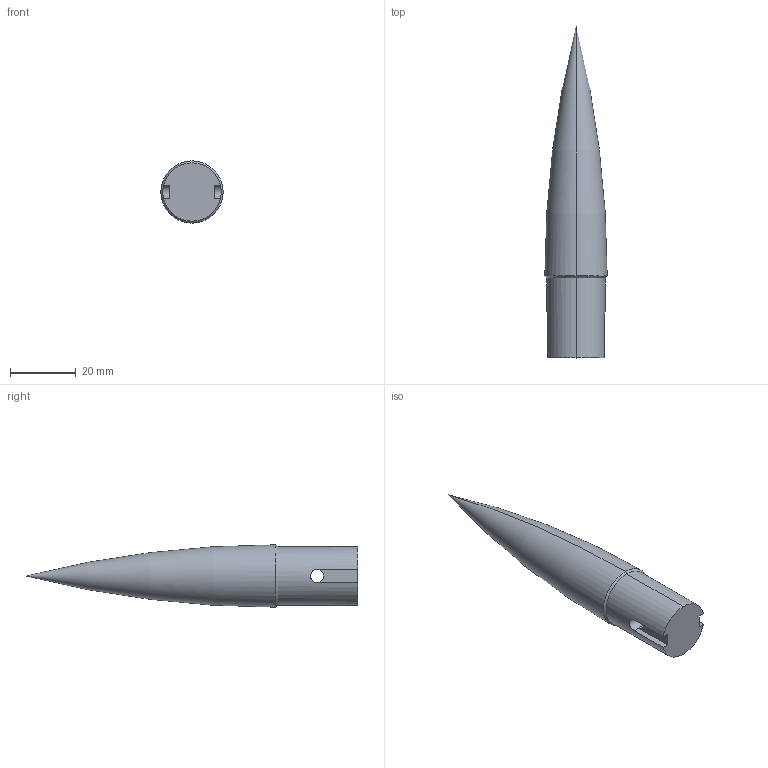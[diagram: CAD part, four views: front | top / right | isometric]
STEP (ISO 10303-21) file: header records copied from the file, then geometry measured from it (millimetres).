
FILE_DESCRIPTION (( 'STEP AP214' ), '1' );
FILE_NAME ('NOSE_OG.STEP', '2025-07-14T20:04:55', ( '' ), ( '' ), 'SwSTEP 2.0', 'SolidWorks 2024', '' );
FILE_SCHEMA (( 'AUTOMOTIVE_DESIGN' ));
Length unit declared in the file: millimetre
Products named in the file (1): NOSE_OG
Bounding box: 19 x 101.2 x 19 mm (x, y, z)
Volume: 17406.8 mm3; surface area: 4967.2 mm2
Topology: 1 solids, 1 shells, 16 faces, 42 edges, 25 vertices
Faces by surface type: plane 8, cylinder 4, cone 2, torus 2
Entity records: 559 total; most frequent: CARTESIAN_POINT 140, DIRECTION 86, ORIENTED_EDGE 80, EDGE_CURVE 40, AXIS2_PLACEMENT_3D 31, VERTEX_POINT 25, VECTOR 24, LINE 24
